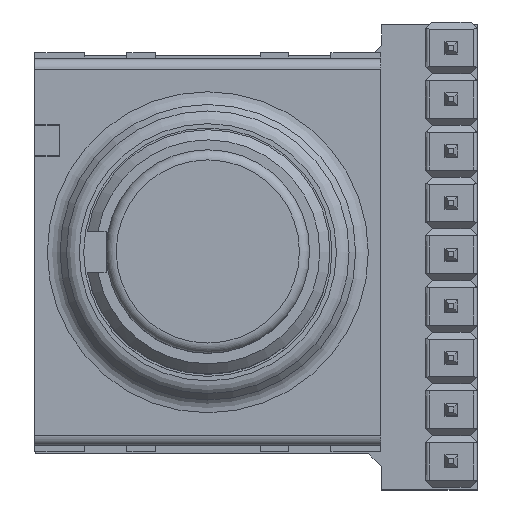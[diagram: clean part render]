
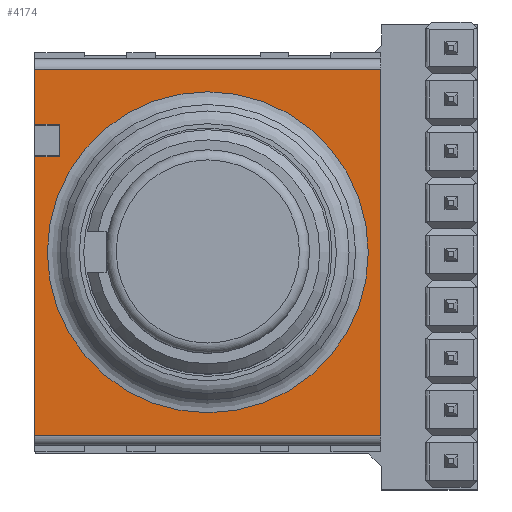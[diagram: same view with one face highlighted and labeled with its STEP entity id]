
A CAD part, top view. The second image highlights one B-rep face of the part: STEP entity #4174.
In plain terms, the highlighted planar face has unit normal (0, 0, 1).
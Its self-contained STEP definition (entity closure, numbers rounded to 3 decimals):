
#3779 = EDGE_CURVE('',#3780,#3782,#3784,.T.);
#3780 = VERTEX_POINT('',#3781);
#3781 = CARTESIAN_POINT('',(57.571,75.913,
    15.689));
#3782 = VERTEX_POINT('',#3783);
#3783 = CARTESIAN_POINT('',(56.371,75.913,
    15.689));
#3784 = LINE('',#3785,#3786);
#3785 = CARTESIAN_POINT('',(57.571,75.913,
    15.689));
#3786 = VECTOR('',#3787,1.);
#3787 = DIRECTION('',(-1.,0.,0.));
#3819 = EDGE_CURVE('',#3820,#3822,#3824,.T.);
#3820 = VERTEX_POINT('',#3821);
#3821 = CARTESIAN_POINT('',(56.371,77.513,
    15.689));
#3822 = VERTEX_POINT('',#3823);
#3823 = CARTESIAN_POINT('',(57.571,77.513,
    15.689));
#3824 = LINE('',#3825,#3826);
#3825 = CARTESIAN_POINT('',(56.371,77.513,
    15.689));
#3826 = VECTOR('',#3827,1.);
#3827 = DIRECTION('',(1.,0.,0.));
#3859 = EDGE_CURVE('',#3822,#3780,#3860,.T.);
#3860 = LINE('',#3861,#3862);
#3861 = CARTESIAN_POINT('',(57.571,77.513,
    15.689));
#3862 = VECTOR('',#3863,1.);
#3863 = DIRECTION('',(0.,-1.,0.));
#3882 = EDGE_CURVE('',#3883,#3820,#3885,.T.);
#3883 = VERTEX_POINT('',#3884);
#3884 = CARTESIAN_POINT('',(56.371,80.213,
    15.689));
#3885 = LINE('',#3886,#3887);
#3886 = CARTESIAN_POINT('',(56.371,80.213,
    15.689));
#3887 = VECTOR('',#3888,1.);
#3888 = DIRECTION('',(0.,-1.,0.));
#3989 = VERTEX_POINT('',#3990);
#3990 = CARTESIAN_POINT('',(56.371,62.213,
    15.689));
#3997 = EDGE_CURVE('',#3782,#3989,#3998,.T.);
#3998 = LINE('',#3999,#4000);
#3999 = CARTESIAN_POINT('',(56.371,75.913,
    15.689));
#4000 = VECTOR('',#4001,1.);
#4001 = DIRECTION('',(0.,-1.,0.));
#4058 = VERTEX_POINT('',#4059);
#4059 = CARTESIAN_POINT('',(73.371,80.213,
    15.689));
#4075 = EDGE_CURVE('',#3883,#4058,#4076,.T.);
#4076 = LINE('',#4077,#4078);
#4077 = CARTESIAN_POINT('',(56.371,80.213,
    15.689));
#4078 = VECTOR('',#4079,1.);
#4079 = DIRECTION('',(1.,0.,0.));
#4090 = EDGE_CURVE('',#4091,#4058,#4093,.T.);
#4091 = VERTEX_POINT('',#4092);
#4092 = CARTESIAN_POINT('',(73.371,62.213,
    15.689));
#4093 = LINE('',#4094,#4095);
#4094 = CARTESIAN_POINT('',(73.371,62.213,
    15.689));
#4095 = VECTOR('',#4096,1.);
#4096 = DIRECTION('',(0.,1.,0.));
#4174 = ADVANCED_FACE('',(#4175,#4190),#4201,.T.);
#4175 = FACE_BOUND('',#4176,.T.);
#4176 = EDGE_LOOP('',(#4177,#4178,#4179,#4185,#4186,#4187,#4188,#4189));
#4177 = ORIENTED_EDGE('',*,*,#3779,.T.);
#4178 = ORIENTED_EDGE('',*,*,#3997,.T.);
#4179 = ORIENTED_EDGE('',*,*,#4180,.F.);
#4180 = EDGE_CURVE('',#4091,#3989,#4181,.T.);
#4181 = LINE('',#4182,#4183);
#4182 = CARTESIAN_POINT('',(73.371,62.213,
    15.689));
#4183 = VECTOR('',#4184,1.);
#4184 = DIRECTION('',(-1.,0.,0.));
#4185 = ORIENTED_EDGE('',*,*,#4090,.T.);
#4186 = ORIENTED_EDGE('',*,*,#4075,.F.);
#4187 = ORIENTED_EDGE('',*,*,#3882,.T.);
#4188 = ORIENTED_EDGE('',*,*,#3819,.T.);
#4189 = ORIENTED_EDGE('',*,*,#3859,.T.);
#4190 = FACE_BOUND('',#4191,.T.);
#4191 = EDGE_LOOP('',(#4192));
#4192 = ORIENTED_EDGE('',*,*,#4193,.F.);
#4193 = EDGE_CURVE('',#4194,#4194,#4196,.T.);
#4194 = VERTEX_POINT('',#4195);
#4195 = CARTESIAN_POINT('',(72.756,71.213,
    15.689));
#4196 = CIRCLE('',#4197,7.884);
#4197 = AXIS2_PLACEMENT_3D('',#4198,#4199,#4200);
#4198 = CARTESIAN_POINT('',(64.871,71.213,
    15.689));
#4199 = DIRECTION('',(0.,0.,1.));
#4200 = DIRECTION('',(-1.,0.,0.));
#4201 = PLANE('',#4202);
#4202 = AXIS2_PLACEMENT_3D('',#4203,#4204,#4205);
#4203 = CARTESIAN_POINT('',(64.871,61.713,
    15.689));
#4204 = DIRECTION('',(0.,0.,1.));
#4205 = DIRECTION('',(1.,0.,0.));
